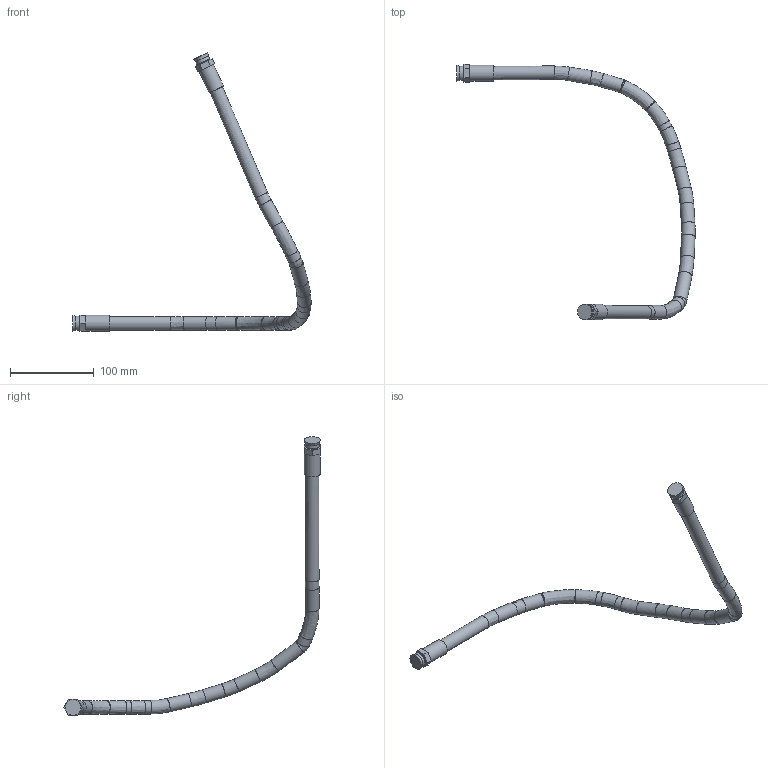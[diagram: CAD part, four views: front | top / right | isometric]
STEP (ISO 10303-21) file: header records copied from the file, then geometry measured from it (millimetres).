
FILE_DESCRIPTION(/* description */ ('Unknown'),/* implementation_level */ '2;1');
FILE_NAME(/* name */ 'TT251H504 OUTSIDE VIEW(61E259914)2',/* time_stamp */ '2016-05-25T09:29:26+01:00',/* author */ ('Unknown'),/* organization */ ('Unknown'),/* preprocessor_version */ 'ST-DEVELOPER v16',/* originating_system */ 'DEX',/* authorisation */ $);
FILE_SCHEMA (('AUTOMOTIVE_DESIGN {1 0 10303 214 3 1 1}'));
Length unit declared in the file: millimetre
Products named in the file (2): TT251H504 OUTSIDE VIEW(61E259914)2; TT251H504 OUTSIDE VIEW(61E259914)
Assembly tree (1 placements, depth 2):
  TT251H504 OUTSIDE VIEW(61E259914)2
    TT251H504 OUTSIDE VIEW(61E259914)
Bounding box: 284.43 x 305.97 x 332.43 mm (x, y, z)
Volume: 165885.7 mm3; surface area: 41570.5 mm2
Topology: 1 solids, 1 shells, 68 faces, 140 edges, 80 vertices
Faces by surface type: plane 33, bspline 27, cylinder 6, cone 2
Full cylindrical faces by diameter (mm): 15 x2, 17 x2, 19 x2
Entity records: 5718 total; most frequent: CARTESIAN_POINT 4521, ORIENTED_EDGE 204, DIRECTION 193, EDGE_LOOP 109, FACE_BOUND 109, EDGE_CURVE 102, VERTEX_POINT 77, AXIS2_PLACEMENT_3D 72
